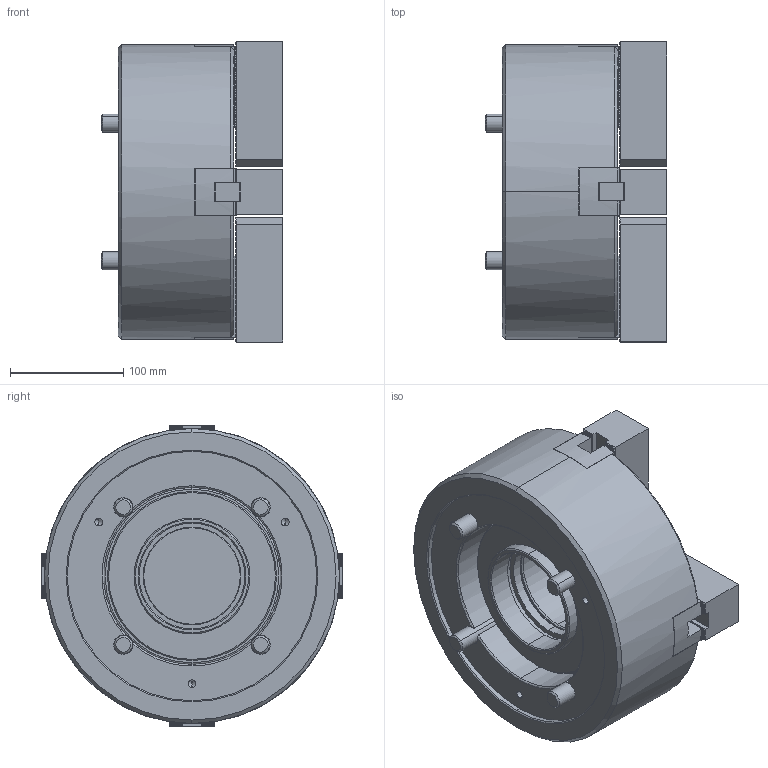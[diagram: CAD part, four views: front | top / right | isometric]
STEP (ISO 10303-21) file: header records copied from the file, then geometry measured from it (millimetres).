
FILE_DESCRIPTION (( 'STEP AP203' ), '1' );
FILE_NAME ('CF-4H-210.STEP', '2022-04-12T07:17:09', ( '' ), ( '' ), 'SwSTEP 2.0', 'SolidWorks 2016', '' );
FILE_SCHEMA (( 'CONFIG_CONTROL_DESIGN' ));
Length unit declared in the file: millimetre
Products named in the file (12): CF-3H-10B-07010; 圓頭內六角螺栓_M12x30; CF-4H-210-01000; 圓頭內六角螺栓_M16x100; CF-4H-210-02000; 半圓頭六角孔螺栓_M6x10; CF-4H-210-04000; CF-4H-210; CF-3H-210-03000; CF-3H-210-04000; CF-3H-210-04000(T型塊); SJ-10
Assembly tree (33 placements, depth 2):
  CF-4H-210
    CF-4H-210-01000
    CF-4H-210-02000
    CF-4H-210-04000
    CF-3H-210-03000  x4
    CF-3H-210-04000
    CF-3H-210-04000(T型塊)  x4
    SJ-10  x4
    CF-3H-10B-07010
    圓頭內六角螺栓_M12x30  x8
    圓頭內六角螺栓_M16x100  x4
    半圓頭六角孔螺栓_M6x10  x4
Bounding box: 160.3 x 264.5 x 264.5 mm (x, y, z)
Volume: 5111466.9 mm3; surface area: 639733.8 mm2
Topology: 33 solids, 33 shells, 4984 faces, 14435 edges, 9534 vertices
Faces by surface type: plane 3587, cylinder 1210, cone 166, torus 21
Entity records: 48172 total; most frequent: CARTESIAN_POINT 10284, ORIENTED_EDGE 8090, DIRECTION 6863, EDGE_CURVE 4045, LINE 3021, VECTOR 3021, VERTEX_POINT 2676, AXIS2_PLACEMENT_3D 1921
